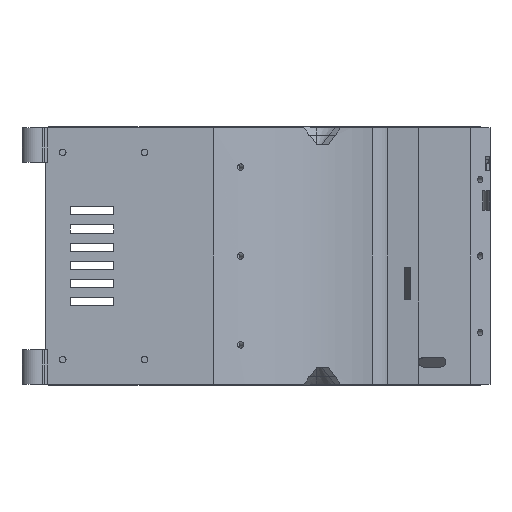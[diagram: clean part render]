
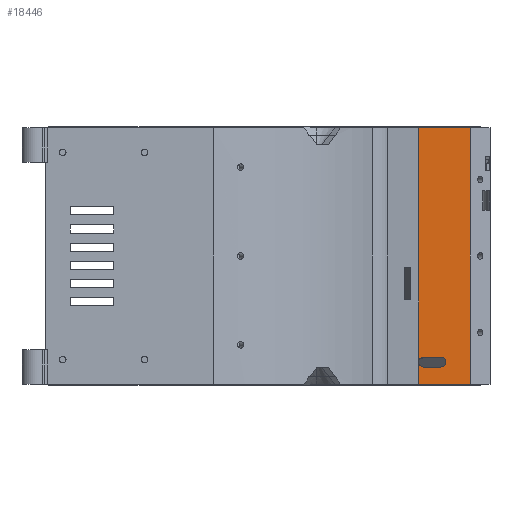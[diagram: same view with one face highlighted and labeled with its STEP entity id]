
A CAD part, left-side view. The second image highlights one B-rep face of the part: STEP entity #18446.
In plain terms, the highlighted planar face has unit normal (-1, 0, 0).
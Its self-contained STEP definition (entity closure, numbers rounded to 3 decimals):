
#191 = EDGE_CURVE ( 'NONE', #5994, #6650, #13236, .T. ) ;
#982 = CARTESIAN_POINT ( 'NONE',  ( -39.929, -25.071, 0. ) ) ;
#1302 = DIRECTION ( 'NONE',  ( 0., 0., -1. ) ) ;
#2675 = DIRECTION ( 'NONE',  ( 0., 0., 1. ) ) ;
#3183 = CARTESIAN_POINT ( 'NONE',  ( -39.929, -4.096, 2. ) ) ;
#3459 = ORIENTED_EDGE ( 'NONE', *, *, #4958, .T. ) ;
#3861 = EDGE_CURVE ( 'NONE', #14557, #22331, #13461, .T. ) ;
#4101 = DIRECTION ( 'NONE',  ( 0., 1., 0. ) ) ;
#4881 = VECTOR ( 'NONE', #35259, 1000. ) ;
#4958 = EDGE_CURVE ( 'NONE', #8915, #22815, #29489, .T. ) ;
#5244 = CARTESIAN_POINT ( 'NONE',  ( -39.929, -4.096, 97. ) ) ;
#5994 = VERTEX_POINT ( 'NONE', #6806 ) ;
#6371 = LINE ( 'NONE', #31935, #24442 ) ;
#6650 = VERTEX_POINT ( 'NONE', #21071 ) ;
#6806 = CARTESIAN_POINT ( 'NONE',  ( -39.929, -6.096, 4. ) ) ;
#7100 = CARTESIAN_POINT ( 'NONE',  ( -39.929, -6.096, 2. ) ) ;
#7396 = AXIS2_PLACEMENT_3D ( 'NONE', #30511, #7661, #15719 ) ;
#7661 = DIRECTION ( 'NONE',  ( -1., 0., 0. ) ) ;
#7817 = DIRECTION ( 'NONE',  ( 0., 0., 1. ) ) ;
#8915 = VERTEX_POINT ( 'NONE', #17506 ) ;
#10557 = EDGE_LOOP ( 'NONE', ( #20151, #27871, #36513, #25921, #10778, #24956, #13471, #28442, #3459, #37495 ) ) ;
#10723 = CIRCLE ( 'NONE', #24824, 2. ) ;
#10778 = ORIENTED_EDGE ( 'NONE', *, *, #3861, .T. ) ;
#12210 = DIRECTION ( 'NONE',  ( 0., 0., 1. ) ) ;
#13236 = LINE ( 'NONE', #36847, #31921 ) ;
#13281 = CARTESIAN_POINT ( 'NONE',  ( -39.929, -6.096, 0. ) ) ;
#13461 = LINE ( 'NONE', #25195, #31057 ) ;
#13471 = ORIENTED_EDGE ( 'NONE', *, *, #37346, .F. ) ;
#14024 = CARTESIAN_POINT ( 'NONE',  ( -39.929, -6.096, 2. ) ) ;
#14557 = VERTEX_POINT ( 'NONE', #37173 ) ;
#15719 = DIRECTION ( 'NONE',  ( 0., 0., 1. ) ) ;
#15801 = CARTESIAN_POINT ( 'NONE',  ( -39.929, -25.071, -7. ) ) ;
#15904 = PLANE ( 'NONE',  #7396 ) ;
#17506 = CARTESIAN_POINT ( 'NONE',  ( -39.929, -25.071, -7. ) ) ;
#18446 = ADVANCED_FACE ( 'NONE', ( #25340 ), #15904, .T. ) ;
#18471 = EDGE_CURVE ( 'NONE', #6650, #14557, #28257, .T. ) ;
#18533 = LINE ( 'NONE', #18738, #33359 ) ;
#18637 = EDGE_CURVE ( 'NONE', #31707, #28148, #26068, .T. ) ;
#18738 = CARTESIAN_POINT ( 'NONE',  ( -39.929, -4.096, 0. ) ) ;
#20151 = ORIENTED_EDGE ( 'NONE', *, *, #18637, .F. ) ;
#21057 = CARTESIAN_POINT ( 'NONE',  ( -39.929, -25.071, 97. ) ) ;
#21071 = CARTESIAN_POINT ( 'NONE',  ( -39.929, -13.096, 4. ) ) ;
#21879 = DIRECTION ( 'NONE',  ( 0., -1., 0. ) ) ;
#22331 = VERTEX_POINT ( 'NONE', #13281 ) ;
#22815 = VERTEX_POINT ( 'NONE', #21057 ) ;
#23128 = DIRECTION ( 'NONE',  ( 0., 1., 0. ) ) ;
#23574 = CARTESIAN_POINT ( 'NONE',  ( -39.929, -4.096, -7. ) ) ;
#23693 = AXIS2_PLACEMENT_3D ( 'NONE', #14024, #25752, #2675 ) ;
#24442 = VECTOR ( 'NONE', #23128, 1000. ) ;
#24768 = DIRECTION ( 'NONE',  ( 1., 0., 0. ) ) ;
#24824 = AXIS2_PLACEMENT_3D ( 'NONE', #7100, #37206, #7817 ) ;
#24956 = ORIENTED_EDGE ( 'NONE', *, *, #26183, .T. ) ;
#25195 = CARTESIAN_POINT ( 'NONE',  ( -39.929, -25.071, 0. ) ) ;
#25340 = FACE_OUTER_BOUND ( 'NONE', #10557, .T. ) ;
#25752 = DIRECTION ( 'NONE',  ( 1., 0., 0. ) ) ;
#25849 = VECTOR ( 'NONE', #34885, 1000. ) ;
#25921 = ORIENTED_EDGE ( 'NONE', *, *, #18471, .T. ) ;
#26068 = LINE ( 'NONE', #34296, #25849 ) ;
#26183 = EDGE_CURVE ( 'NONE', #22331, #31707, #10723, .T. ) ;
#27015 = VECTOR ( 'NONE', #4101, 1000. ) ;
#27871 = ORIENTED_EDGE ( 'NONE', *, *, #28430, .T. ) ;
#28045 = CARTESIAN_POINT ( 'NONE',  ( -39.929, -13.096, 2. ) ) ;
#28148 = VERTEX_POINT ( 'NONE', #5244 ) ;
#28257 = CIRCLE ( 'NONE', #28891, 2. ) ;
#28430 = EDGE_CURVE ( 'NONE', #31707, #5994, #32298, .T. ) ;
#28442 = ORIENTED_EDGE ( 'NONE', *, *, #32071, .F. ) ;
#28891 = AXIS2_PLACEMENT_3D ( 'NONE', #28045, #24768, #1302 ) ;
#29489 = LINE ( 'NONE', #982, #4881 ) ;
#30381 = DIRECTION ( 'NONE',  ( 0., 1., 0. ) ) ;
#30511 = CARTESIAN_POINT ( 'NONE',  ( -39.929, -4.096, 0. ) ) ;
#30785 = LINE ( 'NONE', #15801, #27015 ) ;
#30821 = EDGE_CURVE ( 'NONE', #22815, #28148, #6371, .T. ) ;
#31057 = VECTOR ( 'NONE', #30381, 1000. ) ;
#31550 = VERTEX_POINT ( 'NONE', #23574 ) ;
#31707 = VERTEX_POINT ( 'NONE', #3183 ) ;
#31921 = VECTOR ( 'NONE', #21879, 1000. ) ;
#31935 = CARTESIAN_POINT ( 'NONE',  ( -39.929, -25.071, 97. ) ) ;
#32071 = EDGE_CURVE ( 'NONE', #8915, #31550, #30785, .T. ) ;
#32298 = CIRCLE ( 'NONE', #23693, 2. ) ;
#33359 = VECTOR ( 'NONE', #12210, 1000. ) ;
#34296 = CARTESIAN_POINT ( 'NONE',  ( -39.929, -4.096, 0. ) ) ;
#34885 = DIRECTION ( 'NONE',  ( 0., 0., 1. ) ) ;
#35259 = DIRECTION ( 'NONE',  ( 0., 0., 1. ) ) ;
#36513 = ORIENTED_EDGE ( 'NONE', *, *, #191, .T. ) ;
#36847 = CARTESIAN_POINT ( 'NONE',  ( -39.929, -5.096, 4. ) ) ;
#37173 = CARTESIAN_POINT ( 'NONE',  ( -39.929, -13.096, 0. ) ) ;
#37206 = DIRECTION ( 'NONE',  ( 1., 0., 0. ) ) ;
#37346 = EDGE_CURVE ( 'NONE', #31550, #31707, #18533, .T. ) ;
#37495 = ORIENTED_EDGE ( 'NONE', *, *, #30821, .T. ) ;
